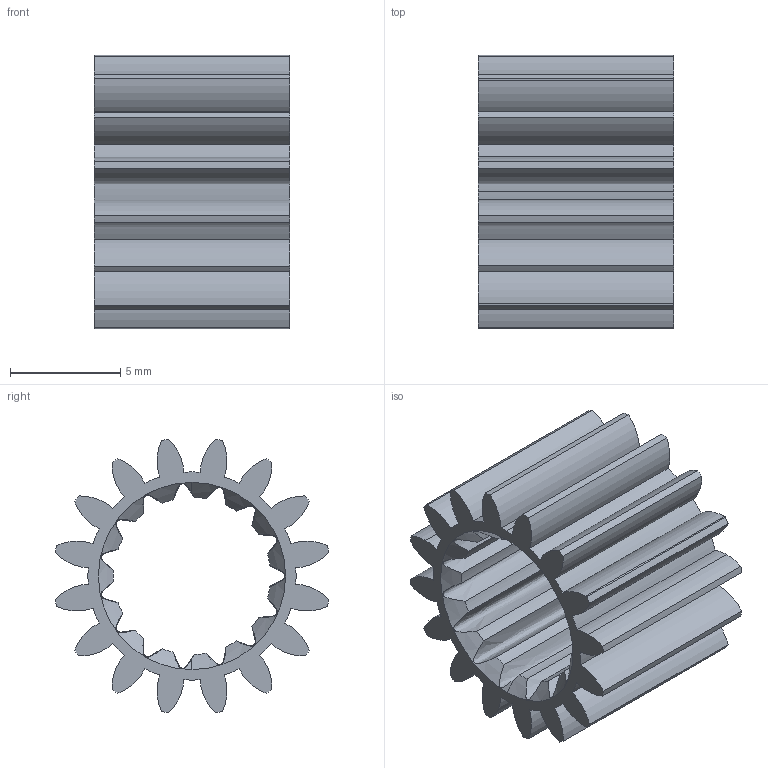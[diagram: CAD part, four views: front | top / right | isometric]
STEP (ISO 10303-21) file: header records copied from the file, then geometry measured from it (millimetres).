
FILE_DESCRIPTION (( 'STEP AP203' ), '1' );
FILE_NAME ('am-5434 16T Mod 0.7 Gear Spline Bore Kraken Pinion.STEP', '2024-04-26T19:07:11', ( '' ), ( '' ), 'SwSTEP 2.0', 'SolidWorks 2024', '' );
FILE_SCHEMA (( 'CONFIG_CONTROL_DESIGN' ));
Length unit declared in the file: inch
Products named in the file (1): am-5434 16T Mod 0.7 Gear Spline Bore Kraken Pinion
Bounding box: 8.89 x 12.42 x 12.42 mm (x, y, z)
Volume: 421.4 mm3; surface area: 1013.7 mm2
Topology: 1 solids, 1 shells, 105 faces, 309 edges, 206 vertices
Faces by surface type: cylinder 84, bspline 15, cone 4, plane 2
Entity records: 5130 total; most frequent: CARTESIAN_POINT 2186, DIRECTION 629, ORIENTED_EDGE 618, EDGE_CURVE 309, AXIS2_PLACEMENT_3D 263, VERTEX_POINT 206, CIRCLE 172, EDGE_LOOP 107
